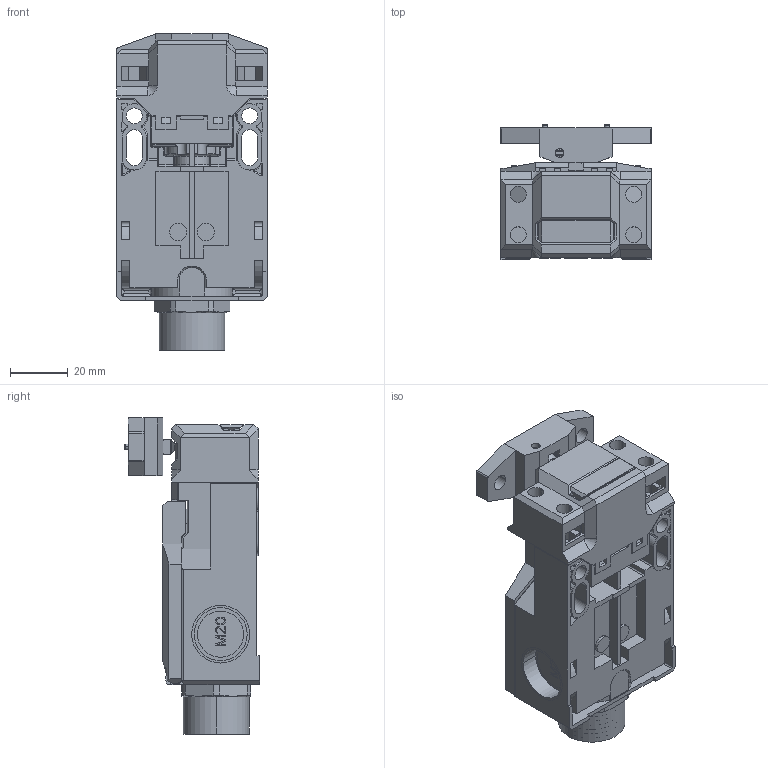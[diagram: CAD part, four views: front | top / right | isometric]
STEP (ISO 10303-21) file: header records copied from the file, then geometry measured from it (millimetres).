
FILE_DESCRIPTION((''),'2;1');
FILE_NAME('192592_ASM','2016-01-27T',('pdmadmin'),(''),'PRO/ENGINEER BY PARAMETRIC TECHNOLOGY CORPORATION, 2013230','PRO/ENGINEER BY PARAMETRIC TECHNOLOGY CORPORATION, 2013230','');
FILE_SCHEMA(('CONFIG_CONTROL_DESIGN'));
Products named in the file (5): SI-QS90_INTERLOCK_BODY; 65145; 46996---SI-QS-SSU; 56794---SI-QS90MF_ASM; 192592_ASM
Assembly tree (4 placements, depth 3):
  192592_ASM
    56794---SI-QS90MF_ASM
      SI-QS90_INTERLOCK_BODY
      65145
      46996---SI-QS-SSU
Bounding box: 52 x 46.8 x 109.52 mm (x, y, z)
Volume: 74428.2 mm3; surface area: 71181.9 mm2
Topology: 10 solids, 14 shells, 2891 faces, 7647 edges, 4757 vertices
Faces by surface type: plane 1494, cylinder 894, torus 214, bspline 125, sphere 110, cone 46, extrusion 8
Entity records: 99288 total; most frequent: CARTESIAN_POINT 27868, ORIENTED_EDGE 15226, DIRECTION 14561, EDGE_CURVE 7627, VECTOR 4961, LINE 4953, AXIS2_PLACEMENT_3D 4800, VERTEX_POINT 4753
